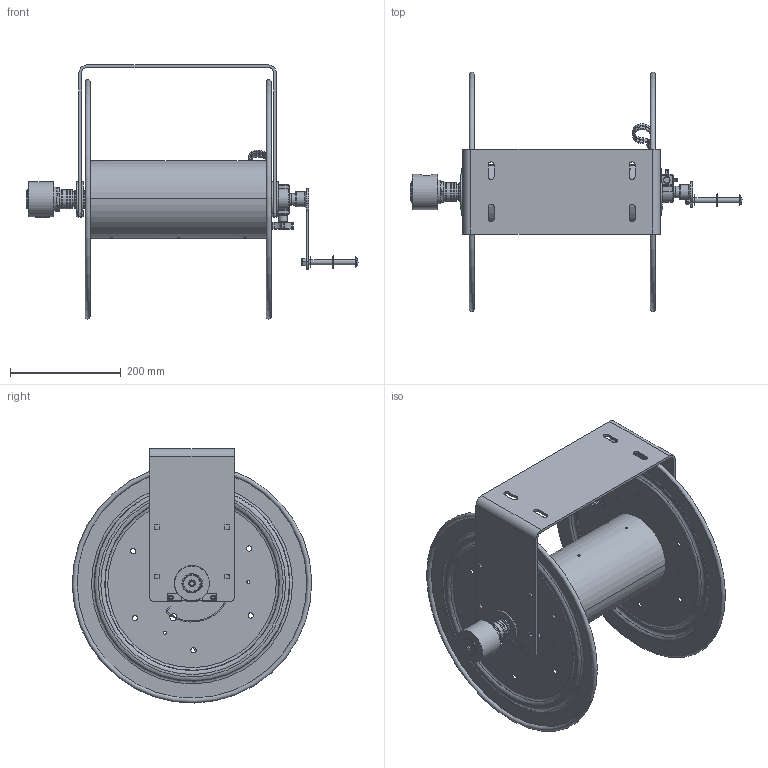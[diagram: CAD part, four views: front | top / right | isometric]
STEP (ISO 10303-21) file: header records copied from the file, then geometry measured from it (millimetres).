
FILE_DESCRIPTION(/* description */ (''),/* implementation_level */ '2;1');
FILE_NAME(/* name */ '117-5-100_SHARED.stp',/* time_stamp */ '2020-04-02T11:03:03-07:00',/* author */ ('NMelton'),/* organization */ (''),/* preprocessor_version */ 'ST-DEVELOPER v17',/* originating_system */ 'Autodesk Inventor 2019',/* authorisation */ '');
FILE_SCHEMA (('AUTOMOTIVE_DESIGN { 1 0 10303 214 3 1 1 }'));
Products named in the file (1): 117-5-100_SHARED
Bounding box: 598.54 x 431.69 x 458.03 mm (x, y, z)
Surface area: 1223819.2 mm2 (no closed solid volume)
Topology: 0 solids, 84 shells, 1173 faces, 5888 edges, 4620 vertices
Faces by surface type: plane 582, bspline 244, cylinder 207, torus 69, cone 44, sphere 27
Full cylindrical faces by diameter (mm): 1.93 x2, 2.54 x1, 3.048 x1, 4.826 x1, 5.563 x6, 6.604 x1, 7.798 x1, 8.839 x4, 9.271 x1, 9.525 x12, 12.192 x1, 12.7 x7, 15.799 x1, 15.875 x2, 21.336 x1, 21.844 x1, 25.654 x1, 27.051 x1, 27.127 x1, 29.87 x1, 31.674 x4, 31.75 x2, 32.791 x2, 33.02 x2, 33.401 x1, 33.528 x1, 34.544 x4, 42.926 x1, 63.5 x1
Entity records: 64986 total; most frequent: CARTESIAN_POINT 21719, ORIENTED_EDGE 8140, DIRECTION 6873, EDGE_CURVE 5865, VERTEX_POINT 4620, LINE 3387, VECTOR 3387, AXIS2_PLACEMENT_3D 1743
